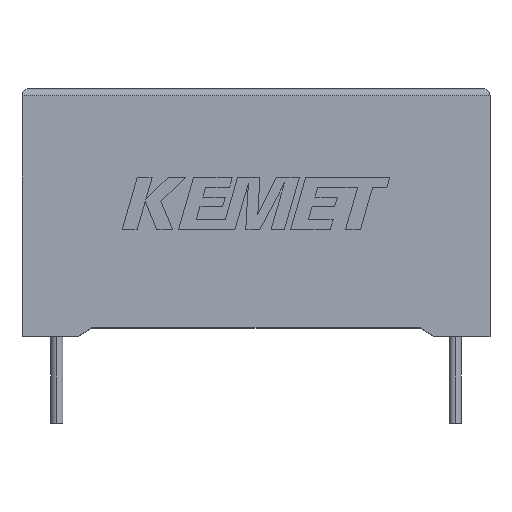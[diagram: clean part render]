
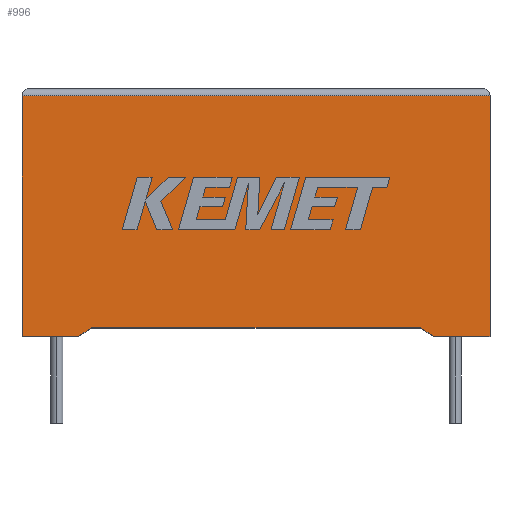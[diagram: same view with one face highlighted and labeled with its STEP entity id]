
A CAD part, top view. The second image highlights one B-rep face of the part: STEP entity #996.
In plain terms, the highlighted planar face has unit normal (0, 0, 1).
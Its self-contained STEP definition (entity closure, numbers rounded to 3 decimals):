
#47 = ORIENTED_EDGE ( 'NONE', *, *, #2022, .T. ) ;
#228 = EDGE_CURVE ( 'NONE', #459, #606, #2137, .T. ) ;
#255 = LINE ( 'NONE', #1903, #363 ) ;
#284 = CARTESIAN_POINT ( 'NONE',  ( 16.15, 0.59, 9.2 ) ) ;
#300 = FACE_OUTER_BOUND ( 'NONE', #1396, .T. ) ;
#310 = EDGE_CURVE ( 'NONE', #1995, #370, #255, .T. ) ;
#363 = VECTOR ( 'NONE', #2843, 1000. ) ;
#370 = VERTEX_POINT ( 'NONE', #2112 ) ;
#417 = ORIENTED_EDGE ( 'NONE', *, *, #2760, .T. ) ;
#459 = VERTEX_POINT ( 'NONE', #1451 ) ;
#553 = CARTESIAN_POINT ( 'NONE',  ( 28.4, 0., 9.2 ) ) ;
#570 = VECTOR ( 'NONE', #1883, 1000. ) ;
#602 = DIRECTION ( 'NONE',  ( 0.836, -0.549, 0. ) ) ;
#606 = VERTEX_POINT ( 'NONE', #649 ) ;
#649 = CARTESIAN_POINT ( 'NONE',  ( 0., 0., 9.2 ) ) ;
#744 = CARTESIAN_POINT ( 'NONE',  ( 32.3, 0., 9.2 ) ) ;
#746 = DIRECTION ( 'NONE',  ( -1., 0., 0. ) ) ;
#791 = LINE ( 'NONE', #1006, #1721 ) ;
#797 = DIRECTION ( 'NONE',  ( 1., 0., 0. ) ) ;
#828 = CARTESIAN_POINT ( 'NONE',  ( 28.4, 0., 9.2 ) ) ;
#921 = CARTESIAN_POINT ( 'NONE',  ( 0., 16.6, 9.2 ) ) ;
#971 = CARTESIAN_POINT ( 'NONE',  ( 0., 0., 9.2 ) ) ;
#996 = ADVANCED_FACE ( 'NONE', ( #300 ), #1744, .F. ) ;
#1006 = CARTESIAN_POINT ( 'NONE',  ( 32.3, 0., 9.2 ) ) ;
#1041 = CARTESIAN_POINT ( 'NONE',  ( 4.797, 0.59, 9.2 ) ) ;
#1188 = DIRECTION ( 'NONE',  ( -1., 0., 0. ) ) ;
#1252 = DIRECTION ( 'NONE',  ( 0., -1., 0. ) ) ;
#1303 = AXIS2_PLACEMENT_3D ( 'NONE', #2444, #2674, #746 ) ;
#1349 = CARTESIAN_POINT ( 'NONE',  ( 0., 0., 9.2 ) ) ;
#1396 = EDGE_LOOP ( 'NONE', ( #2539, #47, #2034, #3059, #2967, #3026, #2308, #417 ) ) ;
#1451 = CARTESIAN_POINT ( 'NONE',  ( 0., 16.6, 9.2 ) ) ;
#1472 = EDGE_CURVE ( 'NONE', #2867, #1995, #2378, .T. ) ;
#1493 = LINE ( 'NONE', #2421, #2251 ) ;
#1642 = DIRECTION ( 'NONE',  ( 1., 0., 0. ) ) ;
#1721 = VECTOR ( 'NONE', #1945, 1000. ) ;
#1726 = VECTOR ( 'NONE', #1642, 1000. ) ;
#1744 = PLANE ( 'NONE',  #1303 ) ;
#1848 = CARTESIAN_POINT ( 'NONE',  ( 32.3, 16.6, 9.2 ) ) ;
#1879 = EDGE_CURVE ( 'NONE', #2867, #2379, #2218, .T. ) ;
#1883 = DIRECTION ( 'NONE',  ( -1., 0., 0. ) ) ;
#1903 = CARTESIAN_POINT ( 'NONE',  ( 3.9, 0., 9.2 ) ) ;
#1945 = DIRECTION ( 'NONE',  ( 0., 1., 0. ) ) ;
#1995 = VERTEX_POINT ( 'NONE', #1041 ) ;
#2008 = EDGE_CURVE ( 'NONE', #3030, #2130, #791, .T. ) ;
#2022 = EDGE_CURVE ( 'NONE', #2130, #459, #2165, .T. ) ;
#2034 = ORIENTED_EDGE ( 'NONE', *, *, #228, .T. ) ;
#2106 = CARTESIAN_POINT ( 'NONE',  ( 27.503, 0.59, 9.2 ) ) ;
#2112 = CARTESIAN_POINT ( 'NONE',  ( 3.9, 0., 9.2 ) ) ;
#2130 = VERTEX_POINT ( 'NONE', #1848 ) ;
#2137 = LINE ( 'NONE', #971, #2434 ) ;
#2165 = LINE ( 'NONE', #921, #570 ) ;
#2218 = LINE ( 'NONE', #828, #2999 ) ;
#2251 = VECTOR ( 'NONE', #797, 1000. ) ;
#2307 = LINE ( 'NONE', #1349, #1726 ) ;
#2308 = ORIENTED_EDGE ( 'NONE', *, *, #1879, .T. ) ;
#2378 = LINE ( 'NONE', #284, #2442 ) ;
#2379 = VERTEX_POINT ( 'NONE', #553 ) ;
#2421 = CARTESIAN_POINT ( 'NONE',  ( 0., 0., 9.2 ) ) ;
#2434 = VECTOR ( 'NONE', #1252, 1000. ) ;
#2442 = VECTOR ( 'NONE', #1188, 1000. ) ;
#2444 = CARTESIAN_POINT ( 'NONE',  ( 0., 0., 9.2 ) ) ;
#2539 = ORIENTED_EDGE ( 'NONE', *, *, #2008, .T. ) ;
#2674 = DIRECTION ( 'NONE',  ( 0., 0., -1. ) ) ;
#2684 = EDGE_CURVE ( 'NONE', #606, #370, #1493, .T. ) ;
#2760 = EDGE_CURVE ( 'NONE', #2379, #3030, #2307, .T. ) ;
#2843 = DIRECTION ( 'NONE',  ( -0.836, -0.549, 0. ) ) ;
#2867 = VERTEX_POINT ( 'NONE', #2106 ) ;
#2967 = ORIENTED_EDGE ( 'NONE', *, *, #310, .F. ) ;
#2999 = VECTOR ( 'NONE', #602, 1000. ) ;
#3026 = ORIENTED_EDGE ( 'NONE', *, *, #1472, .F. ) ;
#3030 = VERTEX_POINT ( 'NONE', #744 ) ;
#3059 = ORIENTED_EDGE ( 'NONE', *, *, #2684, .T. ) ;
